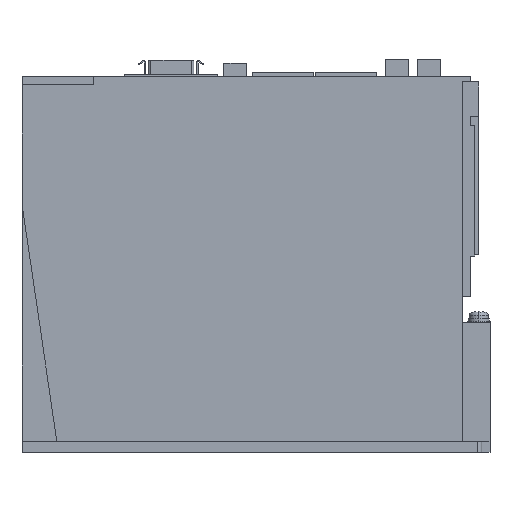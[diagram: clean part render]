
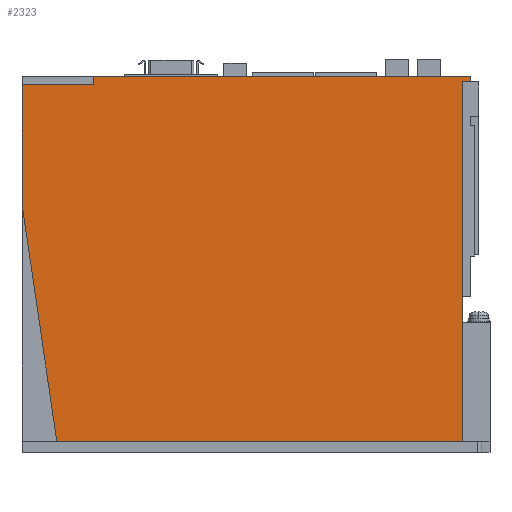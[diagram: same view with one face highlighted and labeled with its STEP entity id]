
A CAD part, left-side view. The second image highlights one B-rep face of the part: STEP entity #2323.
In plain terms, the highlighted planar face has unit normal (-1, 0, 0).
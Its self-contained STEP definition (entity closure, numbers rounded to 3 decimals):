
#675=DIRECTION('',(0.,-1.,0.));
#676=VECTOR('',#675,145.5);
#677=CARTESIAN_POINT('',(-20.,71.5,0.));
#678=LINE('',#677,#676);
#723=DIRECTION('',(0.,-1.,0.));
#724=VECTOR('',#723,3.);
#725=CARTESIAN_POINT('',(-20.,-74.,129.));
#726=LINE('',#725,#724);
#755=DIRECTION('',(0.,0.,-1.));
#756=VECTOR('',#755,2.);
#757=CARTESIAN_POINT('',(-20.,-77.,131.));
#758=LINE('',#757,#756);
#951=DIRECTION('',(0.,1.,0.));
#952=VECTOR('',#951,135.5);
#953=CARTESIAN_POINT('',(-20.,-77.,131.));
#954=LINE('',#953,#952);
#1227=DIRECTION('',(0.,0.,1.));
#1228=VECTOR('',#1227,129.);
#1229=CARTESIAN_POINT('',(-20.,-74.,0.));
#1230=LINE('',#1229,#1228);
#1231=DIRECTION('',(0.,0.145,0.989));
#1232=VECTOR('',#1231,85.914);
#1233=CARTESIAN_POINT('',(-20.,71.5,0.));
#1234=LINE('',#1233,#1232);
#1235=DIRECTION('',(0.,0.,1.));
#1236=VECTOR('',#1235,43.);
#1237=CARTESIAN_POINT('',(-20.,84.,85.));
#1238=LINE('',#1237,#1236);
#1239=DIRECTION('',(0.,-1.,0.));
#1240=VECTOR('',#1239,25.5);
#1241=CARTESIAN_POINT('',(-20.,84.,128.));
#1242=LINE('',#1241,#1240);
#1243=DIRECTION('',(0.,0.,-1.));
#1244=VECTOR('',#1243,3.);
#1245=CARTESIAN_POINT('',(-20.,58.5,131.));
#1246=LINE('',#1245,#1244);
#1303=CARTESIAN_POINT('',(-20.,71.5,0.));
#1304=VERTEX_POINT('',#1303);
#1305=CARTESIAN_POINT('',(-20.,84.,85.));
#1306=VERTEX_POINT('',#1305);
#1311=CARTESIAN_POINT('',(-20.,-74.,0.));
#1313=VERTEX_POINT('',#1311);
#1335=CARTESIAN_POINT('',(-20.,58.5,131.));
#1337=VERTEX_POINT('',#1335);
#1339=CARTESIAN_POINT('',(-20.,84.,128.));
#1340=CARTESIAN_POINT('',(-20.,58.5,128.));
#1341=VERTEX_POINT('',#1339);
#1342=VERTEX_POINT('',#1340);
#1375=CARTESIAN_POINT('',(-20.,-77.,131.));
#1376=CARTESIAN_POINT('',(-20.,-77.,129.));
#1377=VERTEX_POINT('',#1375);
#1378=VERTEX_POINT('',#1376);
#1389=CARTESIAN_POINT('',(-20.,-74.,129.));
#1391=VERTEX_POINT('',#1389);
#2304=CARTESIAN_POINT('',(-20.,84.,0.));
#2305=DIRECTION('',(-1.,0.,0.));
#2306=DIRECTION('',(0.,-1.,0.));
#2307=AXIS2_PLACEMENT_3D('',#2304,#2305,#2306);
#2308=PLANE('',#2307);
#2309=ORIENTED_EDGE('',*,*,#1888,.F.);
#2310=ORIENTED_EDGE('',*,*,#1603,.T.);
#2311=ORIENTED_EDGE('',*,*,#1580,.F.);
#2312=ORIENTED_EDGE('',*,*,#1565,.F.);
#2313=ORIENTED_EDGE('',*,*,#1528,.F.);
#2315=ORIENTED_EDGE('',*,*,#2314,.T.);
#2317=ORIENTED_EDGE('',*,*,#2316,.T.);
#2318=ORIENTED_EDGE('',*,*,#2287,.T.);
#2320=ORIENTED_EDGE('',*,*,#2319,.F.);
#2321=EDGE_LOOP('',(#2309,#2310,#2311,#2312,#2313,#2315,#2317,#2318,#2320));
#2322=FACE_OUTER_BOUND('',#2321,.F.);
#2323=ADVANCED_FACE('',(#2322),#2308,.T.);
#1528=EDGE_CURVE('',#1304,#1313,#678,.T.);
#1565=EDGE_CURVE('',#1313,#1391,#1230,.T.);
#1580=EDGE_CURVE('',#1391,#1378,#726,.T.);
#1603=EDGE_CURVE('',#1377,#1378,#758,.T.);
#1888=EDGE_CURVE('',#1377,#1337,#954,.T.);
#2287=EDGE_CURVE('',#1341,#1342,#1242,.T.);
#2314=EDGE_CURVE('',#1304,#1306,#1234,.T.);
#2316=EDGE_CURVE('',#1306,#1341,#1238,.T.);
#2319=EDGE_CURVE('',#1337,#1342,#1246,.T.);
